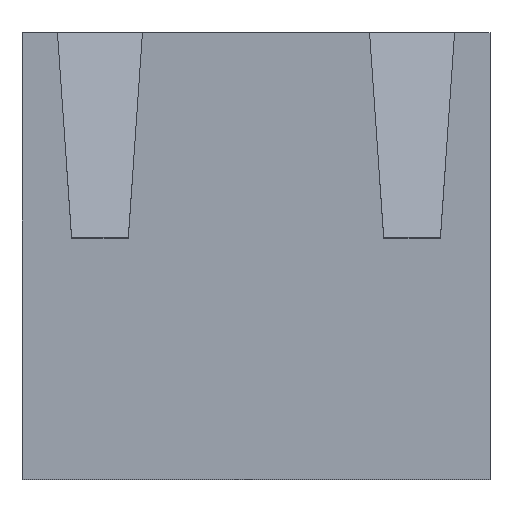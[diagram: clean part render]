
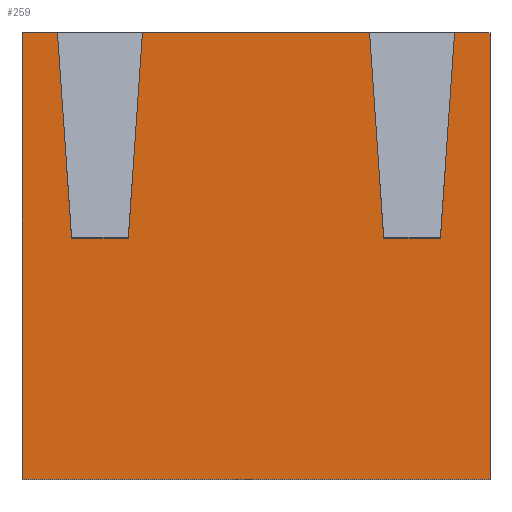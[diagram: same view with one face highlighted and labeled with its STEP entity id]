
A CAD part, top view. The second image highlights one B-rep face of the part: STEP entity #259.
In plain terms, the highlighted planar face has unit normal (0, 0, 1).
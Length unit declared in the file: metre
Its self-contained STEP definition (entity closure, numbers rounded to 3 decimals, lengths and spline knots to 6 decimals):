
#259 = ADVANCED_FACE( '', ( #661 ), #662, .F. );
#661 = FACE_OUTER_BOUND( '', #1238, .T. );
#662 = PLANE( '', #1239 );
#1238 = EDGE_LOOP( '', ( #1917, #1918, #1919, #1920, #1921, #1922, #1923, #1924, #1925, #1926, #1927, #1928 ) );
#1239 = AXIS2_PLACEMENT_3D( '', #1929, #1930, #1931 );
#1917 = ORIENTED_EDGE( '', *, *, #3273, .F. );
#1918 = ORIENTED_EDGE( '', *, *, #3363, .T. );
#1919 = ORIENTED_EDGE( '', *, *, #3364, .T. );
#1920 = ORIENTED_EDGE( '', *, *, #3365, .T. );
#1921 = ORIENTED_EDGE( '', *, *, #3366, .T. );
#1922 = ORIENTED_EDGE( '', *, *, #3367, .T. );
#1923 = ORIENTED_EDGE( '', *, *, #3368, .F. );
#1924 = ORIENTED_EDGE( '', *, *, #3369, .F. );
#1925 = ORIENTED_EDGE( '', *, *, #3370, .F. );
#1926 = ORIENTED_EDGE( '', *, *, #3371, .T. );
#1927 = ORIENTED_EDGE( '', *, *, #3372, .F. );
#1928 = ORIENTED_EDGE( '', *, *, #3373, .F. );
#1929 = CARTESIAN_POINT( '', ( 0.011805, 0.008, 0.01346 ) );
#1930 = DIRECTION( '', ( 0., 0., -1. ) );
#1931 = DIRECTION( '', ( 0., -1., 0. ) );
#3273 = EDGE_CURVE( '', #3879, #3881, #3882, .T. );
#3363 = EDGE_CURVE( '', #3879, #4038, #4039, .T. );
#3364 = EDGE_CURVE( '', #4038, #4040, #4041, .T. );
#3365 = EDGE_CURVE( '', #4040, #4042, #4043, .T. );
#3366 = EDGE_CURVE( '', #4042, #4044, #4045, .T. );
#3367 = EDGE_CURVE( '', #4044, #4046, #4047, .T. );
#3368 = EDGE_CURVE( '', #4048, #4046, #4049, .T. );
#3369 = EDGE_CURVE( '', #4050, #4048, #4051, .T. );
#3370 = EDGE_CURVE( '', #4052, #4050, #4053, .T. );
#3371 = EDGE_CURVE( '', #4052, #4054, #4055, .T. );
#3372 = EDGE_CURVE( '', #4056, #4054, #4057, .T. );
#3373 = EDGE_CURVE( '', #3881, #4056, #4058, .T. );
#3879 = VERTEX_POINT( '', #4761 );
#3881 = VERTEX_POINT( '', #4764 );
#3882 = LINE( '', #4765, #4766 );
#4038 = VERTEX_POINT( '', #4985 );
#4039 = LINE( '', #4986, #4987 );
#4040 = VERTEX_POINT( '', #4988 );
#4041 = LINE( '', #4989, #4990 );
#4042 = VERTEX_POINT( '', #4991 );
#4043 = LINE( '', #4992, #4993 );
#4044 = VERTEX_POINT( '', #4994 );
#4045 = LINE( '', #4995, #4996 );
#4046 = VERTEX_POINT( '', #4997 );
#4047 = LINE( '', #4998, #4999 );
#4048 = VERTEX_POINT( '', #5000 );
#4049 = LINE( '', #5001, #5002 );
#4050 = VERTEX_POINT( '', #5003 );
#4051 = LINE( '', #5004, #5005 );
#4052 = VERTEX_POINT( '', #5006 );
#4053 = LINE( '', #5007, #5008 );
#4054 = VERTEX_POINT( '', #5009 );
#4055 = LINE( '', #5010, #5011 );
#4056 = VERTEX_POINT( '', #5012 );
#4057 = LINE( '', #5013, #5014 );
#4058 = LINE( '', #5015, #5016 );
#4761 = CARTESIAN_POINT( '', ( -0.003455, 0.008, 0.01346 ) );
#4764 = CARTESIAN_POINT( '', ( -0.003452, 0.007963, 0.01346 ) );
#4765 = CARTESIAN_POINT( '', ( -0.002988, 0.000753, 0.01346 ) );
#4766 = VECTOR( '', #5959, 1. );
#4985 = CARTESIAN_POINT( '', ( -0.004705, 0.008, 0.01346 ) );
#4986 = CARTESIAN_POINT( '', ( 0.011805, 0.008, 0.01346 ) );
#4987 = VECTOR( '', #6041, 1. );
#4988 = CARTESIAN_POINT( '', ( -0.004705, -0.00775, 0.01346 ) );
#4989 = CARTESIAN_POINT( '', ( -0.004705, 0.008, 0.01346 ) );
#4990 = VECTOR( '', #6042, 1. );
#4991 = CARTESIAN_POINT( '', ( 0.011805, -0.00775, 0.01346 ) );
#4992 = CARTESIAN_POINT( '', ( -0.004705, -0.00775, 0.01346 ) );
#4993 = VECTOR( '', #6043, 1. );
#4994 = CARTESIAN_POINT( '', ( 0.011805, 0.008, 0.01346 ) );
#4995 = CARTESIAN_POINT( '', ( 0.011805, -0.00775, 0.01346 ) );
#4996 = VECTOR( '', #6044, 1. );
#4997 = CARTESIAN_POINT( '', ( 0.010555, 0.008, 0.01346 ) );
#4998 = CARTESIAN_POINT( '', ( 0.011805, 0.008, 0.01346 ) );
#4999 = VECTOR( '', #6045, 1. );
#5000 = CARTESIAN_POINT( '', ( 0.010552, 0.007963, 0.01346 ) );
#5001 = CARTESIAN_POINT( '', ( 0.010555, 0.008, 0.01346 ) );
#5002 = VECTOR( '', #6046, 1. );
#5003 = CARTESIAN_POINT( '', ( 0.007558, 0.007963, 0.01346 ) );
#5004 = CARTESIAN_POINT( '', ( 0.009055, 0.007963, 0.01346 ) );
#5005 = VECTOR( '', #6047, 1. );
#5006 = CARTESIAN_POINT( '', ( 0.007555, 0.008, 0.01346 ) );
#5007 = CARTESIAN_POINT( '', ( 0.008022, 0.000753, 0.01346 ) );
#5008 = VECTOR( '', #6048, 1. );
#5009 = CARTESIAN_POINT( '', ( -0.000455, 0.008, 0.01346 ) );
#5010 = CARTESIAN_POINT( '', ( 0.011805, 0.008, 0.01346 ) );
#5011 = VECTOR( '', #6049, 1. );
#5012 = CARTESIAN_POINT( '', ( -0.000458, 0.007963, 0.01346 ) );
#5013 = CARTESIAN_POINT( '', ( -0.000455, 0.008, 0.01346 ) );
#5014 = VECTOR( '', #6050, 1. );
#5015 = CARTESIAN_POINT( '', ( -0.001955, 0.007963, 0.01346 ) );
#5016 = VECTOR( '', #6051, 1. );
#5959 = DIRECTION( '', ( 0.064, -0.998, 0. ) );
#6041 = DIRECTION( '', ( -1., 0., 0. ) );
#6042 = DIRECTION( '', ( 0., -1., 0. ) );
#6043 = DIRECTION( '', ( 1., 0., 0. ) );
#6044 = DIRECTION( '', ( 0., 1., 0. ) );
#6045 = DIRECTION( '', ( -1., 0., 0. ) );
#6046 = DIRECTION( '', ( 0.064, 0.998, 0. ) );
#6047 = DIRECTION( '', ( 1., 0., 0. ) );
#6048 = DIRECTION( '', ( 0.064, -0.998, 0. ) );
#6049 = DIRECTION( '', ( -1., 0., 0. ) );
#6050 = DIRECTION( '', ( 0.064, 0.998, 0. ) );
#6051 = DIRECTION( '', ( 1., 0., 0. ) );
